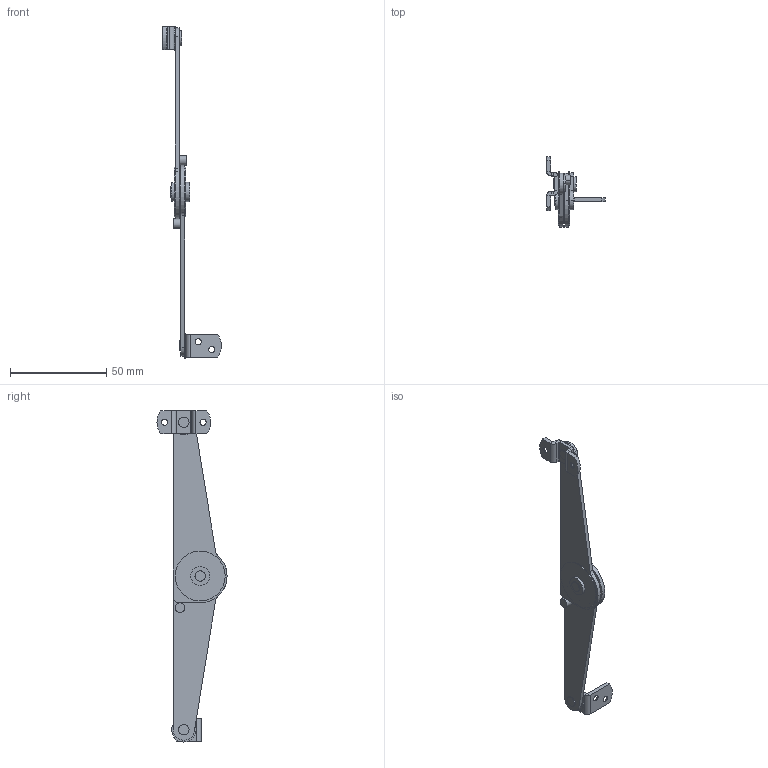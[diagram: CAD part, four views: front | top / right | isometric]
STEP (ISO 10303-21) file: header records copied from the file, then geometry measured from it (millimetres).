
FILE_DESCRIPTION (( 'STEP AP203' ), '1' );
FILE_NAME ('B-1570N-R.STEP', '2021-08-16T05:57:13', ( '' ), ( '' ), 'SwSTEP 2.0', 'SolidWorks 2018', '' );
FILE_SCHEMA (( 'CONFIG_CONTROL_DESIGN' ));
Length unit declared in the file: millimetre
Products named in the file (11): アームR; ナイロンワッシャー_ナイロンワッシャーB; B-1570N-R; 軸ピン_軸ピンB; 暯儚僢僔儍乕_暯儚僢僔儍乕B; 暯儚僢僔儍乕_暯儚僢僔儍乕A; 軸ピン_軸ピンC; ナイロンワッシャー_ナイロンワッシャーA; 軸ピン_軸ピンA; 受けA_受けA-R; 受けB
Assembly tree (13 placements, depth 2):
  B-1570N-R
    アームR  x2
    ナイロンワッシャー_ナイロンワッシャーA
    暯儚僢僔儍乕_暯儚僢僔儍乕A  x2
    軸ピン_軸ピンA
    暯儚僢僔儍乕_暯儚僢僔儍乕B
    受けB
    ナイロンワッシャー_ナイロンワッシャーB  x2
    軸ピン_軸ピンB
    受けA_受けA-R
    軸ピン_軸ピンC
Bounding box: 30.5 x 36.5 x 172.8 mm (x, y, z)
Volume: 9940.2 mm3; surface area: 14140.8 mm2
Topology: 13 solids, 13 shells, 204 faces, 453 edges, 286 vertices
Faces by surface type: cylinder 119, plane 77, cone 8
Entity records: 5825 total; most frequent: DIRECTION 900, CARTESIAN_POINT 754, ORIENTED_EDGE 708, AXIS2_PLACEMENT_3D 366, EDGE_CURVE 354, VERTEX_POINT 220, EDGE_LOOP 210, CIRCLE 186
